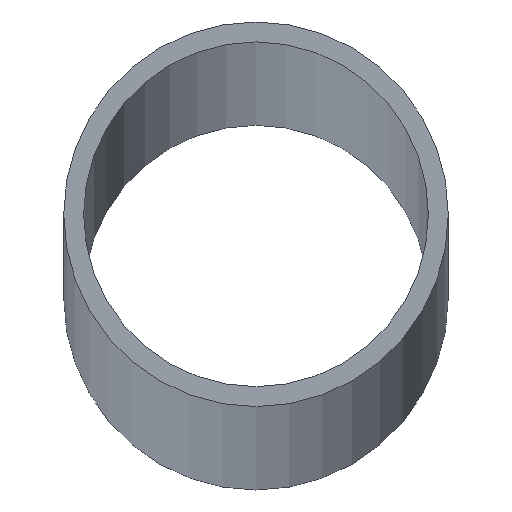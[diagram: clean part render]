
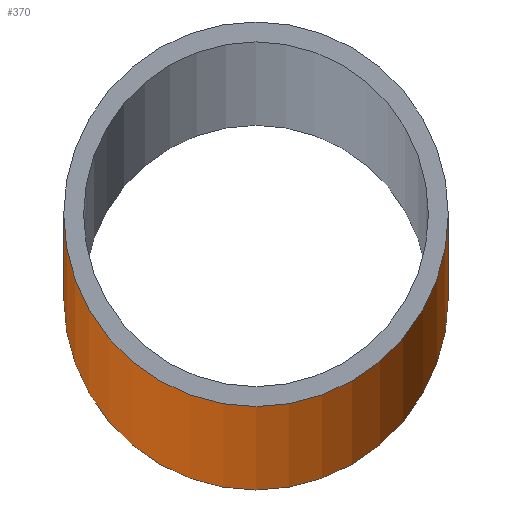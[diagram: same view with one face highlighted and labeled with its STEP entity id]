
A CAD part, top view. The second image highlights one B-rep face of the part: STEP entity #370.
In plain terms, the highlighted cylindrical face has radius 24.15 mm (diameter 48.3 mm), a full revolution.
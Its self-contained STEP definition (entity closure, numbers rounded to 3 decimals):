
#193 = CARTESIAN_POINT ( 'NONE',  ( 0., 0., 3000. ) ) ;
#370 = ADVANCED_FACE ( 'NONE', ( #1256, #8983 ), #2515, .T. ) ;
#712 = ORIENTED_EDGE ( 'NONE', *, *, #9717, .T. ) ;
#838 = AXIS2_PLACEMENT_3D ( 'NONE', #3750, #9755, #11682 ) ;
#886 = VERTEX_POINT ( 'NONE', #2124 ) ;
#1256 = FACE_OUTER_BOUND ( 'NONE', #9637, .T. ) ;
#1516 = EDGE_CURVE ( 'NONE', #886, #886, #12822, .T. ) ;
#2124 = CARTESIAN_POINT ( 'NONE',  ( 24.15, 0., 3000. ) ) ;
#2515 = CYLINDRICAL_SURFACE ( 'NONE', #11385, 24.15 ) ;
#2859 = CIRCLE ( 'NONE', #8781, 24.15 ) ;
#3203 = CARTESIAN_POINT ( 'NONE',  ( 0., 0., -3000. ) ) ;
#3750 = CARTESIAN_POINT ( 'NONE',  ( 0., 0., 3000. ) ) ;
#4079 = DIRECTION ( 'NONE',  ( 0., 0., -1. ) ) ;
#4336 = ORIENTED_EDGE ( 'NONE', *, *, #1516, .F. ) ;
#5073 = DIRECTION ( 'NONE',  ( -1., 0., 0. ) ) ;
#5449 = CARTESIAN_POINT ( 'NONE',  ( 24.15, 0., -3000. ) ) ;
#6789 = EDGE_LOOP ( 'NONE', ( #712 ) ) ;
#8488 = VERTEX_POINT ( 'NONE', #5449 ) ;
#8781 = AXIS2_PLACEMENT_3D ( 'NONE', #3203, #10107, #10152 ) ;
#8983 = FACE_OUTER_BOUND ( 'NONE', #6789, .T. ) ;
#9637 = EDGE_LOOP ( 'NONE', ( #4336 ) ) ;
#9717 = EDGE_CURVE ( 'NONE', #8488, #8488, #2859, .T. ) ;
#9755 = DIRECTION ( 'NONE',  ( 0., 0., 1. ) ) ;
#10107 = DIRECTION ( 'NONE',  ( 0., 0., 1. ) ) ;
#10152 = DIRECTION ( 'NONE',  ( 1., 0., 0. ) ) ;
#11385 = AXIS2_PLACEMENT_3D ( 'NONE', #193, #4079, #5073 ) ;
#11682 = DIRECTION ( 'NONE',  ( 1., 0., 0. ) ) ;
#12822 = CIRCLE ( 'NONE', #838, 24.15 ) ;
